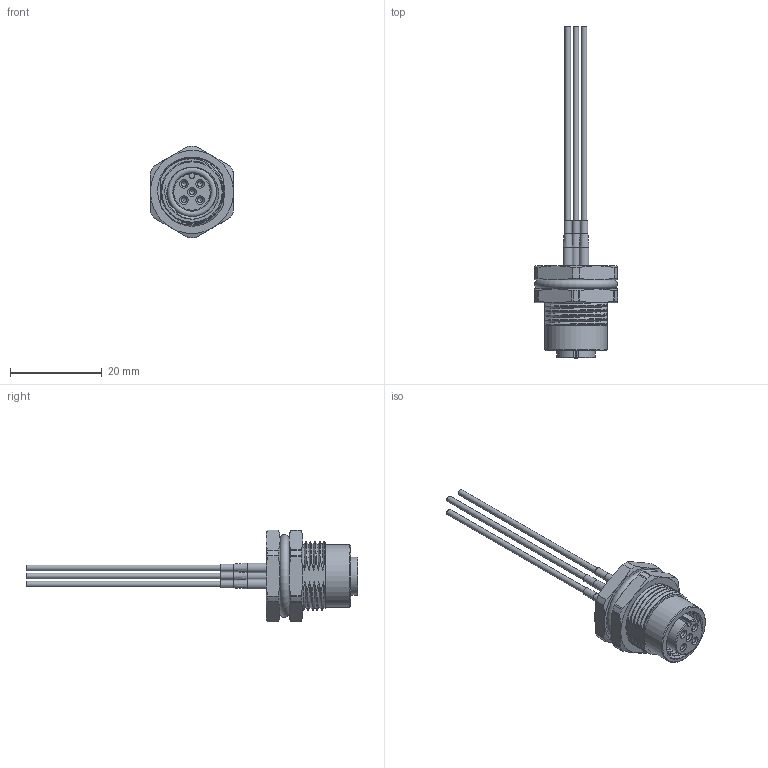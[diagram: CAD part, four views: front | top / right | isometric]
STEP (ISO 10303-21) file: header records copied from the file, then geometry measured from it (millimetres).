
FILE_DESCRIPTION(/* description */ ('Unknown'),/* implementation_level */ '2;1');
FILE_NAME(/* name */ '643462100605',/* time_stamp */ '2021-03-25T09:27:57+01:00',/* author */ ('Unknown'),/* organization */ ('Unknown'),/* preprocessor_version */ 'ST-DEVELOPER v16.7',/* originating_system */ 'DEX',/* authorisation */ $);
FILE_SCHEMA (('AUTOMOTIVE_DESIGN {1 0 10303 214 3 1 1}'));
Length unit declared in the file: millimetre
Products named in the file (15): 6434621006xx; 6431601006xx; 6432601006xx_housing; 643260100605; 643xx01004xx_Seal_outer; 643xx01006xx_Nut; 643xx01004xx_Seal_inner; 6431201004xx_Pin; 6431601006xx_Glue; Wire 22AWG Brown; Wire 22AWG White; Wire 22AWG Blue; Wire 22AWG Black; Wire 22AWG Grey; 6433621006xx_Shrink tube
Assembly tree (22 placements, depth 3):
  6434621006xx
    6431601006xx
      6432601006xx_housing
      643260100605
      643xx01004xx_Seal_outer
      643xx01006xx_Nut
      643xx01004xx_Seal_inner
      6431201004xx_Pin  x5
      6431601006xx_Glue
    Wire 22AWG Brown
    Wire 22AWG White
    Wire 22AWG Blue
    Wire 22AWG Black
    Wire 22AWG Grey
    6433621006xx_Shrink tube  x5
Bounding box: 18.07 x 72.2 x 20 mm (x, y, z)
Volume: 3748.2 mm3; surface area: 7273.9 mm2
Topology: 21 solids, 21 shells, 582 faces, 1391 edges, 902 vertices
Faces by surface type: plane 238, cylinder 199, cone 65, bspline 43, torus 37
Full cylindrical faces by diameter (mm): 0.77 x5, 1.05 x5, 1.1 x5, 1.2 x5, 1.245 x10, 1.3 x5, 1.6 x20, 1.659 x5, 1.66 x20, 1.7 x5, 1.79 x20, 1.9 x10, 2.1 x5, 8.3 x1, 8.74 x2, 9.14 x1, 9.25 x1, 10.58 x1, 10.72 x8, 11 x2, 11.1 x1, 13.5 x2
Entity records: 31202 total; most frequent: CARTESIAN_POINT 23606, ORIENTED_EDGE 1432, DIRECTION 1358, EDGE_CURVE 716, AXIS2_PLACEMENT_3D 558, VERTEX_POINT 516, FACE_BOUND 466, EDGE_LOOP 462
